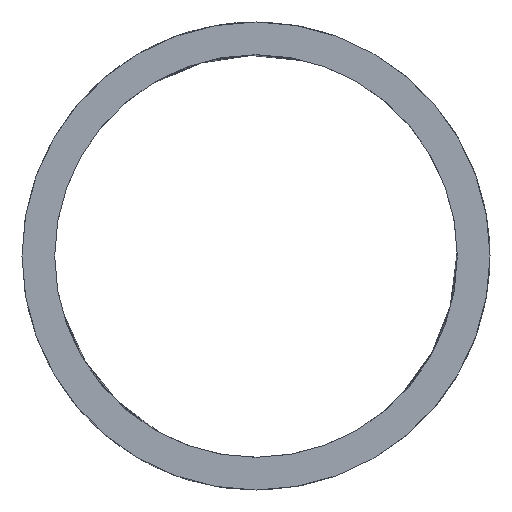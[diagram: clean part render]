
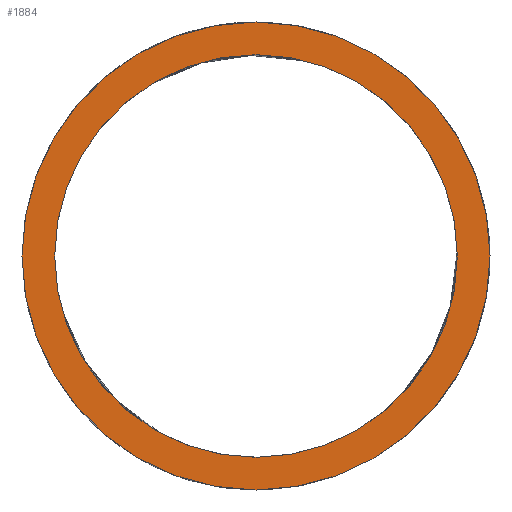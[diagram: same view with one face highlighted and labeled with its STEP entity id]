
A CAD part, left-side view. The second image highlights one B-rep face of the part: STEP entity #1884.
In plain terms, the highlighted planar face has unit normal (-1, 0, 0).
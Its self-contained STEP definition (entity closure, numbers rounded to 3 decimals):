
#460 = CYLINDRICAL_SURFACE('',#461,21.5);
#461 = AXIS2_PLACEMENT_3D('',#462,#463,#464);
#462 = CARTESIAN_POINT('',(41.5,0.,15.));
#463 = DIRECTION('',(-1.,0.,0.));
#464 = DIRECTION('',(0.,1.,0.));
#599 = CYLINDRICAL_SURFACE('',#600,18.5);
#600 = AXIS2_PLACEMENT_3D('',#601,#602,#603);
#601 = CARTESIAN_POINT('',(41.5,0.,15.));
#602 = DIRECTION('',(-1.,0.,0.));
#603 = DIRECTION('',(0.,1.,0.));
#895 = VERTEX_POINT('',#896);
#896 = CARTESIAN_POINT('',(41.5,18.5,15.));
#917 = EDGE_CURVE('',#895,#895,#918,.T.);
#918 = SURFACE_CURVE('',#919,(#924,#931),.PCURVE_S1.);
#919 = CIRCLE('',#920,18.5);
#920 = AXIS2_PLACEMENT_3D('',#921,#922,#923);
#921 = CARTESIAN_POINT('',(41.5,0.,15.));
#922 = DIRECTION('',(1.,0.,0.));
#923 = DIRECTION('',(0.,1.,0.));
#924 = PCURVE('',#599,#925);
#925 = DEFINITIONAL_REPRESENTATION('',(#926),#930);
#926 = LINE('',#927,#928);
#927 = CARTESIAN_POINT('',(-0.,0.));
#928 = VECTOR('',#929,1.);
#929 = DIRECTION('',(-1.,0.));
#930 = ( GEOMETRIC_REPRESENTATION_CONTEXT(2) 
PARAMETRIC_REPRESENTATION_CONTEXT() REPRESENTATION_CONTEXT('2D SPACE',''
  ) );
#931 = PCURVE('',#932,#937);
#932 = PLANE('',#933);
#933 = AXIS2_PLACEMENT_3D('',#934,#935,#936);
#934 = CARTESIAN_POINT('',(41.5,0.,15.));
#935 = DIRECTION('',(1.,0.,0.));
#936 = DIRECTION('',(0.,0.,1.));
#937 = DEFINITIONAL_REPRESENTATION('',(#938),#942);
#938 = CIRCLE('',#939,18.5);
#939 = AXIS2_PLACEMENT_2D('',#940,#941);
#940 = CARTESIAN_POINT('',(0.,0.));
#941 = DIRECTION('',(0.,-1.));
#942 = ( GEOMETRIC_REPRESENTATION_CONTEXT(2) 
PARAMETRIC_REPRESENTATION_CONTEXT() REPRESENTATION_CONTEXT('2D SPACE',''
  ) );
#1293 = VERTEX_POINT('',#1294);
#1294 = CARTESIAN_POINT('',(41.5,21.5,15.));
#1315 = EDGE_CURVE('',#1293,#1293,#1316,.T.);
#1316 = SURFACE_CURVE('',#1317,(#1322,#1329),.PCURVE_S1.);
#1317 = CIRCLE('',#1318,21.5);
#1318 = AXIS2_PLACEMENT_3D('',#1319,#1320,#1321);
#1319 = CARTESIAN_POINT('',(41.5,0.,15.));
#1320 = DIRECTION('',(1.,0.,0.));
#1321 = DIRECTION('',(0.,1.,0.));
#1322 = PCURVE('',#460,#1323);
#1323 = DEFINITIONAL_REPRESENTATION('',(#1324),#1328);
#1324 = LINE('',#1325,#1326);
#1325 = CARTESIAN_POINT('',(-0.,0.));
#1326 = VECTOR('',#1327,1.);
#1327 = DIRECTION('',(-1.,0.));
#1328 = ( GEOMETRIC_REPRESENTATION_CONTEXT(2) 
PARAMETRIC_REPRESENTATION_CONTEXT() REPRESENTATION_CONTEXT('2D SPACE',''
  ) );
#1329 = PCURVE('',#932,#1330);
#1330 = DEFINITIONAL_REPRESENTATION('',(#1331),#1335);
#1331 = CIRCLE('',#1332,21.5);
#1332 = AXIS2_PLACEMENT_2D('',#1333,#1334);
#1333 = CARTESIAN_POINT('',(0.,0.));
#1334 = DIRECTION('',(0.,-1.));
#1335 = ( GEOMETRIC_REPRESENTATION_CONTEXT(2) 
PARAMETRIC_REPRESENTATION_CONTEXT() REPRESENTATION_CONTEXT('2D SPACE',''
  ) );
#1884 = ADVANCED_FACE('',(#1885,#1888),#932,.F.);
#1885 = FACE_BOUND('',#1886,.F.);
#1886 = EDGE_LOOP('',(#1887));
#1887 = ORIENTED_EDGE('',*,*,#1315,.T.);
#1888 = FACE_BOUND('',#1889,.T.);
#1889 = EDGE_LOOP('',(#1890));
#1890 = ORIENTED_EDGE('',*,*,#917,.T.);
